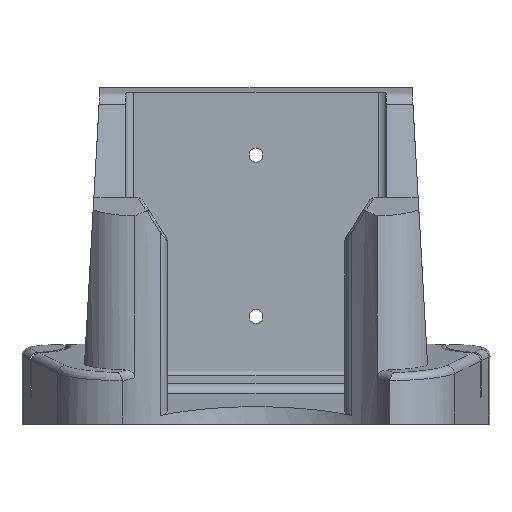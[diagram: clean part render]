
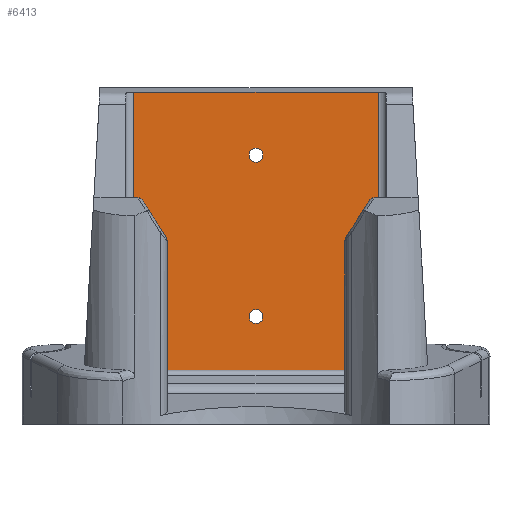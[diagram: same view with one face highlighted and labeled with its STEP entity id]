
A CAD part, front view. The second image highlights one B-rep face of the part: STEP entity #6413.
In plain terms, the highlighted planar face has unit normal (0, -1, 0).
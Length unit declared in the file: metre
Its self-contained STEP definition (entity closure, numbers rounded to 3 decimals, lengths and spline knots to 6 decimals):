
#352 = PLANE('',#353);
#353 = AXIS2_PLACEMENT_3D('',#354,#355,#356);
#354 = CARTESIAN_POINT('',(0.209986,0.,0.125));
#355 = DIRECTION('',(0.,-0.174,0.985));
#356 = DIRECTION('',(0.,-0.985,-0.174));
#1859 = CYLINDRICAL_SURFACE('',#1860,0.0026);
#1860 = AXIS2_PLACEMENT_3D('',#1861,#1862,#1863);
#1861 = CARTESIAN_POINT('',(0.,0.,0.04));
#1862 = DIRECTION('',(0.,1.,0.));
#1863 = DIRECTION('',(-1.,0.,0.));
#1890 = CYLINDRICAL_SURFACE('',#1891,0.0026);
#1891 = AXIS2_PLACEMENT_3D('',#1892,#1893,#1894);
#1892 = CARTESIAN_POINT('',(0.,0.,0.1));
#1893 = DIRECTION('',(0.,1.,0.));
#1894 = DIRECTION('',(-1.,0.,0.));
#2156 = VERTEX_POINT('',#2157);
#2157 = CARTESIAN_POINT('',(-0.0455,-0.009,0.123413));
#2176 = CYLINDRICAL_SURFACE('',#2177,0.003);
#2177 = AXIS2_PLACEMENT_3D('',#2178,#2179,#2180);
#2178 = CARTESIAN_POINT('',(-0.0455,-0.012,0.02));
#2179 = DIRECTION('',(0.,0.,1.));
#2180 = DIRECTION('',(-1.,0.,0.));
#2191 = EDGE_CURVE('',#2156,#2192,#2194,.T.);
#2192 = VERTEX_POINT('',#2193);
#2193 = CARTESIAN_POINT('',(0.0455,-0.009,0.123413));
#2194 = SURFACE_CURVE('',#2195,(#2199,#2206),.PCURVE_S1.);
#2195 = LINE('',#2196,#2197);
#2196 = CARTESIAN_POINT('',(0.080743,-0.009,0.123413));
#2197 = VECTOR('',#2198,0.001);
#2198 = DIRECTION('',(1.,0.,0.));
#2199 = PCURVE('',#352,#2200);
#2200 = DEFINITIONAL_REPRESENTATION('',(#2201),#2205);
#2201 = LINE('',#2202,#2203);
#2202 = CARTESIAN_POINT('',(0.009,-0.129));
#2203 = VECTOR('',#2204,1.);
#2204 = DIRECTION('',(0.,1.));
#2205 = ( GEOMETRIC_REPRESENTATION_CONTEXT(2) 
PARAMETRIC_REPRESENTATION_CONTEXT() REPRESENTATION_CONTEXT('2D SPACE',''
  ) );
#2206 = PCURVE('',#2207,#2212);
#2207 = PLANE('',#2208);
#2208 = AXIS2_PLACEMENT_3D('',#2209,#2210,#2211);
#2209 = CARTESIAN_POINT('',(-0.0485,-0.009,0.));
#2210 = DIRECTION('',(0.,1.,0.));
#2211 = DIRECTION('',(1.,0.,0.));
#2212 = DEFINITIONAL_REPRESENTATION('',(#2213),#2217);
#2213 = LINE('',#2214,#2215);
#2214 = CARTESIAN_POINT('',(0.129,-0.123));
#2215 = VECTOR('',#2216,1.);
#2216 = DIRECTION('',(1.,0.));
#2217 = ( GEOMETRIC_REPRESENTATION_CONTEXT(2) 
PARAMETRIC_REPRESENTATION_CONTEXT() REPRESENTATION_CONTEXT('2D SPACE',''
  ) );
#2234 = CYLINDRICAL_SURFACE('',#2235,0.003);
#2235 = AXIS2_PLACEMENT_3D('',#2236,#2237,#2238);
#2236 = CARTESIAN_POINT('',(0.0455,-0.012,0.02));
#2237 = DIRECTION('',(0.,0.,1.));
#2238 = DIRECTION('',(1.,0.,0.));
#5673 = VERTEX_POINT('',#5674);
#5674 = CARTESIAN_POINT('',(-0.0026,-0.009,0.04));
#5695 = EDGE_CURVE('',#5673,#5673,#5696,.T.);
#5696 = SURFACE_CURVE('',#5697,(#5702,#5709),.PCURVE_S1.);
#5697 = CIRCLE('',#5698,0.0026);
#5698 = AXIS2_PLACEMENT_3D('',#5699,#5700,#5701);
#5699 = CARTESIAN_POINT('',(0.,-0.009,0.04));
#5700 = DIRECTION('',(0.,1.,0.));
#5701 = DIRECTION('',(-1.,0.,0.));
#5702 = PCURVE('',#1859,#5703);
#5703 = DEFINITIONAL_REPRESENTATION('',(#5704),#5708);
#5704 = LINE('',#5705,#5706);
#5705 = CARTESIAN_POINT('',(0.,-0.009));
#5706 = VECTOR('',#5707,1.);
#5707 = DIRECTION('',(1.,0.));
#5708 = ( GEOMETRIC_REPRESENTATION_CONTEXT(2) 
PARAMETRIC_REPRESENTATION_CONTEXT() REPRESENTATION_CONTEXT('2D SPACE',''
  ) );
#5709 = PCURVE('',#2207,#5710);
#5710 = DEFINITIONAL_REPRESENTATION('',(#5711),#5715);
#5711 = CIRCLE('',#5712,0.0026);
#5712 = AXIS2_PLACEMENT_2D('',#5713,#5714);
#5713 = CARTESIAN_POINT('',(0.049,-0.04));
#5714 = DIRECTION('',(-1.,0.));
#5715 = ( GEOMETRIC_REPRESENTATION_CONTEXT(2) 
PARAMETRIC_REPRESENTATION_CONTEXT() REPRESENTATION_CONTEXT('2D SPACE',''
  ) );
#5723 = VERTEX_POINT('',#5724);
#5724 = CARTESIAN_POINT('',(-0.0026,-0.009,0.1));
#5745 = EDGE_CURVE('',#5723,#5723,#5746,.T.);
#5746 = SURFACE_CURVE('',#5747,(#5752,#5759),.PCURVE_S1.);
#5747 = CIRCLE('',#5748,0.0026);
#5748 = AXIS2_PLACEMENT_3D('',#5749,#5750,#5751);
#5749 = CARTESIAN_POINT('',(0.,-0.009,0.1));
#5750 = DIRECTION('',(0.,1.,0.));
#5751 = DIRECTION('',(-1.,0.,0.));
#5752 = PCURVE('',#1890,#5753);
#5753 = DEFINITIONAL_REPRESENTATION('',(#5754),#5758);
#5754 = LINE('',#5755,#5756);
#5755 = CARTESIAN_POINT('',(0.,-0.009));
#5756 = VECTOR('',#5757,1.);
#5757 = DIRECTION('',(1.,0.));
#5758 = ( GEOMETRIC_REPRESENTATION_CONTEXT(2) 
PARAMETRIC_REPRESENTATION_CONTEXT() REPRESENTATION_CONTEXT('2D SPACE',''
  ) );
#5759 = PCURVE('',#2207,#5760);
#5760 = DEFINITIONAL_REPRESENTATION('',(#5761),#5765);
#5761 = CIRCLE('',#5762,0.0026);
#5762 = AXIS2_PLACEMENT_2D('',#5763,#5764);
#5763 = CARTESIAN_POINT('',(0.049,-0.1));
#5764 = DIRECTION('',(-1.,0.));
#5765 = ( GEOMETRIC_REPRESENTATION_CONTEXT(2) 
PARAMETRIC_REPRESENTATION_CONTEXT() REPRESENTATION_CONTEXT('2D SPACE',''
  ) );
#6074 = PLANE('',#6075);
#6075 = AXIS2_PLACEMENT_3D('',#6076,#6077,#6078);
#6076 = CARTESIAN_POINT('',(0.,-0.03848,
    0.02));
#6077 = DIRECTION('',(0.,0.,1.));
#6078 = DIRECTION('',(1.,0.,0.));
#6369 = VERTEX_POINT('',#6370);
#6370 = CARTESIAN_POINT('',(0.0455,-0.009,0.02));
#6392 = EDGE_CURVE('',#6369,#2192,#6393,.T.);
#6393 = SURFACE_CURVE('',#6394,(#6398,#6405),.PCURVE_S1.);
#6394 = LINE('',#6395,#6396);
#6395 = CARTESIAN_POINT('',(0.0455,-0.009,0.02));
#6396 = VECTOR('',#6397,0.001);
#6397 = DIRECTION('',(0.,0.,1.));
#6398 = PCURVE('',#2234,#6399);
#6399 = DEFINITIONAL_REPRESENTATION('',(#6400),#6404);
#6400 = LINE('',#6401,#6402);
#6401 = CARTESIAN_POINT('',(1.571,0.));
#6402 = VECTOR('',#6403,1.);
#6403 = DIRECTION('',(0.,1.));
#6404 = ( GEOMETRIC_REPRESENTATION_CONTEXT(2) 
PARAMETRIC_REPRESENTATION_CONTEXT() REPRESENTATION_CONTEXT('2D SPACE',''
  ) );
#6405 = PCURVE('',#2207,#6406);
#6406 = DEFINITIONAL_REPRESENTATION('',(#6407),#6411);
#6407 = LINE('',#6408,#6409);
#6408 = CARTESIAN_POINT('',(0.094,-0.02));
#6409 = VECTOR('',#6410,1.);
#6410 = DIRECTION('',(0.,-1.));
#6411 = ( GEOMETRIC_REPRESENTATION_CONTEXT(2) 
PARAMETRIC_REPRESENTATION_CONTEXT() REPRESENTATION_CONTEXT('2D SPACE',''
  ) );
#6413 = ADVANCED_FACE('',(#6414,#6462,#6465),#2207,.F.);
#6414 = FACE_BOUND('',#6415,.F.);
#6415 = EDGE_LOOP('',(#6416,#6417,#6418,#6441));
#6416 = ORIENTED_EDGE('',*,*,#2191,.T.);
#6417 = ORIENTED_EDGE('',*,*,#6392,.F.);
#6418 = ORIENTED_EDGE('',*,*,#6419,.T.);
#6419 = EDGE_CURVE('',#6369,#6420,#6422,.T.);
#6420 = VERTEX_POINT('',#6421);
#6421 = CARTESIAN_POINT('',(-0.0455,-0.009,0.02));
#6422 = SURFACE_CURVE('',#6423,(#6427,#6434),.PCURVE_S1.);
#6423 = LINE('',#6424,#6425);
#6424 = CARTESIAN_POINT('',(-0.02425,-0.009,0.02));
#6425 = VECTOR('',#6426,0.001);
#6426 = DIRECTION('',(-1.,0.,0.));
#6427 = PCURVE('',#2207,#6428);
#6428 = DEFINITIONAL_REPRESENTATION('',(#6429),#6433);
#6429 = LINE('',#6430,#6431);
#6430 = CARTESIAN_POINT('',(0.024,-0.02));
#6431 = VECTOR('',#6432,1.);
#6432 = DIRECTION('',(-1.,0.));
#6433 = ( GEOMETRIC_REPRESENTATION_CONTEXT(2) 
PARAMETRIC_REPRESENTATION_CONTEXT() REPRESENTATION_CONTEXT('2D SPACE',''
  ) );
#6434 = PCURVE('',#6074,#6435);
#6435 = DEFINITIONAL_REPRESENTATION('',(#6436),#6440);
#6436 = LINE('',#6437,#6438);
#6437 = CARTESIAN_POINT('',(-0.024,0.029));
#6438 = VECTOR('',#6439,1.);
#6439 = DIRECTION('',(-1.,0.));
#6440 = ( GEOMETRIC_REPRESENTATION_CONTEXT(2) 
PARAMETRIC_REPRESENTATION_CONTEXT() REPRESENTATION_CONTEXT('2D SPACE',''
  ) );
#6441 = ORIENTED_EDGE('',*,*,#6442,.T.);
#6442 = EDGE_CURVE('',#6420,#2156,#6443,.T.);
#6443 = SURFACE_CURVE('',#6444,(#6448,#6455),.PCURVE_S1.);
#6444 = LINE('',#6445,#6446);
#6445 = CARTESIAN_POINT('',(-0.0455,-0.009,0.02));
#6446 = VECTOR('',#6447,0.001);
#6447 = DIRECTION('',(0.,0.,1.));
#6448 = PCURVE('',#2207,#6449);
#6449 = DEFINITIONAL_REPRESENTATION('',(#6450),#6454);
#6450 = LINE('',#6451,#6452);
#6451 = CARTESIAN_POINT('',(0.003,-0.02));
#6452 = VECTOR('',#6453,1.);
#6453 = DIRECTION('',(0.,-1.));
#6454 = ( GEOMETRIC_REPRESENTATION_CONTEXT(2) 
PARAMETRIC_REPRESENTATION_CONTEXT() REPRESENTATION_CONTEXT('2D SPACE',''
  ) );
#6455 = PCURVE('',#2176,#6456);
#6456 = DEFINITIONAL_REPRESENTATION('',(#6457),#6461);
#6457 = LINE('',#6458,#6459);
#6458 = CARTESIAN_POINT('',(-1.571,0.));
#6459 = VECTOR('',#6460,1.);
#6460 = DIRECTION('',(-0.,1.));
#6461 = ( GEOMETRIC_REPRESENTATION_CONTEXT(2) 
PARAMETRIC_REPRESENTATION_CONTEXT() REPRESENTATION_CONTEXT('2D SPACE',''
  ) );
#6462 = FACE_BOUND('',#6463,.F.);
#6463 = EDGE_LOOP('',(#6464));
#6464 = ORIENTED_EDGE('',*,*,#5745,.F.);
#6465 = FACE_BOUND('',#6466,.F.);
#6466 = EDGE_LOOP('',(#6467));
#6467 = ORIENTED_EDGE('',*,*,#5695,.F.);
